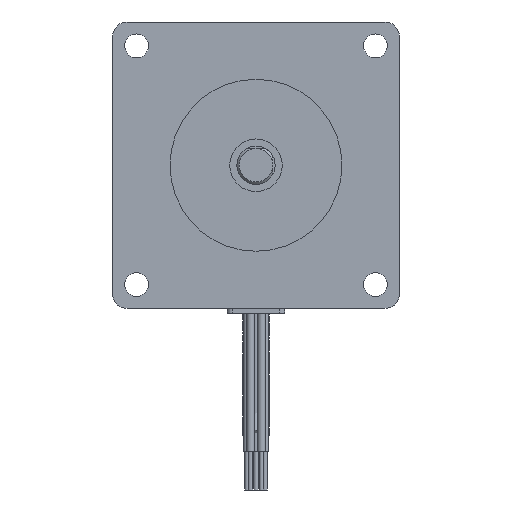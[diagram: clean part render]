
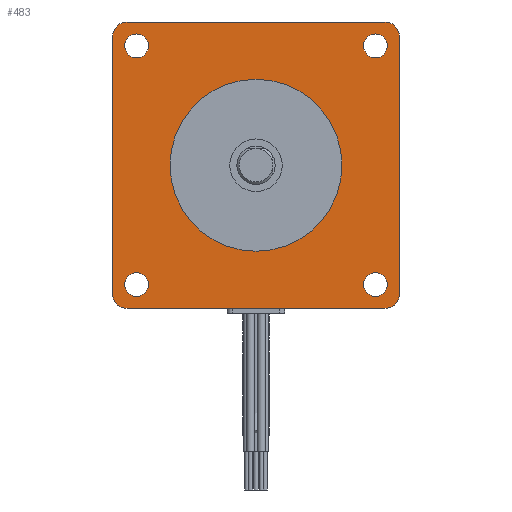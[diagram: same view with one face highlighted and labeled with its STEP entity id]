
A CAD part, front view. The second image highlights one B-rep face of the part: STEP entity #483.
In plain terms, the highlighted planar face has unit normal (0, -1, 0).
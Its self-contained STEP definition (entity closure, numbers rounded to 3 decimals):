
#483 = ADVANCED_FACE( '', ( #1066, #1067, #1068, #1069, #1070, #1071 ), #1072, .F. );
#1066 = FACE_OUTER_BOUND( '', #1808, .T. );
#1067 = FACE_BOUND( '', #1809, .T. );
#1068 = FACE_BOUND( '', #1810, .T. );
#1069 = FACE_BOUND( '', #1811, .T. );
#1070 = FACE_BOUND( '', #1812, .T. );
#1071 = FACE_BOUND( '', #1813, .T. );
#1072 = PLANE( '', #1814 );
#1808 = EDGE_LOOP( '', ( #3474, #3475, #3476, #3477, #3478, #3479, #3480, #3481 ) );
#1809 = EDGE_LOOP( '', ( #3482 ) );
#1810 = EDGE_LOOP( '', ( #3483 ) );
#1811 = EDGE_LOOP( '', ( #3484 ) );
#1812 = EDGE_LOOP( '', ( #3485 ) );
#1813 = EDGE_LOOP( '', ( #3486 ) );
#1814 = AXIS2_PLACEMENT_3D( '', #3487, #3488, #3489 );
#3474 = ORIENTED_EDGE( '', *, *, #4954, .T. );
#3475 = ORIENTED_EDGE( '', *, *, #5090, .F. );
#3476 = ORIENTED_EDGE( '', *, *, #5091, .T. );
#3477 = ORIENTED_EDGE( '', *, *, #5092, .F. );
#3478 = ORIENTED_EDGE( '', *, *, #5093, .T. );
#3479 = ORIENTED_EDGE( '', *, *, #5094, .F. );
#3480 = ORIENTED_EDGE( '', *, *, #5095, .T. );
#3481 = ORIENTED_EDGE( '', *, *, #5096, .F. );
#3482 = ORIENTED_EDGE( '', *, *, #5097, .T. );
#3483 = ORIENTED_EDGE( '', *, *, #5098, .T. );
#3484 = ORIENTED_EDGE( '', *, *, #5099, .T. );
#3485 = ORIENTED_EDGE( '', *, *, #5100, .T. );
#3486 = ORIENTED_EDGE( '', *, *, #5101, .T. );
#3487 = CARTESIAN_POINT( '', ( 0., 0., 0. ) );
#3488 = DIRECTION( '', ( 0., 1., 0. ) );
#3489 = DIRECTION( '', ( 0., 0., 1. ) );
#4954 = EDGE_CURVE( '', #5863, #5861, #5864, .F. );
#5090 = EDGE_CURVE( '', #6066, #5861, #6067, .T. );
#5091 = EDGE_CURVE( '', #6066, #6068, #6069, .F. );
#5092 = EDGE_CURVE( '', #6070, #6068, #6071, .T. );
#5093 = EDGE_CURVE( '', #6070, #6072, #6073, .F. );
#5094 = EDGE_CURVE( '', #6074, #6072, #6075, .T. );
#5095 = EDGE_CURVE( '', #6074, #6076, #6077, .F. );
#5096 = EDGE_CURVE( '', #5863, #6076, #6078, .T. );
#5097 = EDGE_CURVE( '', #6079, #6079, #6080, .T. );
#5098 = EDGE_CURVE( '', #6081, #6081, #6082, .T. );
#5099 = EDGE_CURVE( '', #6083, #6083, #6084, .T. );
#5100 = EDGE_CURVE( '', #6085, #6085, #6086, .T. );
#5101 = EDGE_CURVE( '', #6087, #6087, #6088, .T. );
#5861 = VERTEX_POINT( '', #7097 );
#5863 = VERTEX_POINT( '', #7100 );
#5864 = CIRCLE( '', #7101, 3. );
#6066 = VERTEX_POINT( '', #7461 );
#6067 = LINE( '', #7462, #7463 );
#6068 = VERTEX_POINT( '', #7464 );
#6069 = CIRCLE( '', #7465, 3. );
#6070 = VERTEX_POINT( '', #7466 );
#6071 = LINE( '', #7467, #7468 );
#6072 = VERTEX_POINT( '', #7469 );
#6073 = CIRCLE( '', #7470, 3. );
#6074 = VERTEX_POINT( '', #7471 );
#6075 = LINE( '', #7472, #7473 );
#6076 = VERTEX_POINT( '', #7474 );
#6077 = CIRCLE( '', #7475, 3. );
#6078 = LINE( '', #7476, #7477 );
#6079 = VERTEX_POINT( '', #7478 );
#6080 = CIRCLE( '', #7479, 2.5 );
#6081 = VERTEX_POINT( '', #7480 );
#6082 = CIRCLE( '', #7481, 2.5 );
#6083 = VERTEX_POINT( '', #7482 );
#6084 = CIRCLE( '', #7483, 2.5 );
#6085 = VERTEX_POINT( '', #7484 );
#6086 = CIRCLE( '', #7485, 2.5 );
#6087 = VERTEX_POINT( '', #7486 );
#6088 = CIRCLE( '', #7487, 18. );
#7097 = CARTESIAN_POINT( '', ( -27., 0., -30. ) );
#7100 = CARTESIAN_POINT( '', ( -30., 0., -27. ) );
#7101 = AXIS2_PLACEMENT_3D( '', #8465, #8466, #8467 );
#7461 = CARTESIAN_POINT( '', ( 27., 0., -30. ) );
#7462 = CARTESIAN_POINT( '', ( 30., 0., -30. ) );
#7463 = VECTOR( '', #8637, 1000. );
#7464 = CARTESIAN_POINT( '', ( 30., 0., -27. ) );
#7465 = AXIS2_PLACEMENT_3D( '', #8638, #8639, #8640 );
#7466 = CARTESIAN_POINT( '', ( 30., 0., 27. ) );
#7467 = CARTESIAN_POINT( '', ( 30., 0., 30. ) );
#7468 = VECTOR( '', #8641, 1000. );
#7469 = CARTESIAN_POINT( '', ( 27., 0., 30. ) );
#7470 = AXIS2_PLACEMENT_3D( '', #8642, #8643, #8644 );
#7471 = CARTESIAN_POINT( '', ( -27., 0., 30. ) );
#7472 = CARTESIAN_POINT( '', ( -30., 0., 30. ) );
#7473 = VECTOR( '', #8645, 1000. );
#7474 = CARTESIAN_POINT( '', ( -30., 0., 27. ) );
#7475 = AXIS2_PLACEMENT_3D( '', #8646, #8647, #8648 );
#7476 = CARTESIAN_POINT( '', ( -30., 0., -30. ) );
#7477 = VECTOR( '', #8649, 1000. );
#7478 = CARTESIAN_POINT( '', ( 25., 0., -22.5 ) );
#7479 = AXIS2_PLACEMENT_3D( '', #8650, #8651, #8652 );
#7480 = CARTESIAN_POINT( '', ( -25., 0., -22.5 ) );
#7481 = AXIS2_PLACEMENT_3D( '', #8653, #8654, #8655 );
#7482 = CARTESIAN_POINT( '', ( -25., 0., 27.5 ) );
#7483 = AXIS2_PLACEMENT_3D( '', #8656, #8657, #8658 );
#7484 = CARTESIAN_POINT( '', ( 25., 0., 22.5 ) );
#7485 = AXIS2_PLACEMENT_3D( '', #8659, #8660, #8661 );
#7486 = CARTESIAN_POINT( '', ( 0., 0., 18. ) );
#7487 = AXIS2_PLACEMENT_3D( '', #8662, #8663, #8664 );
#8465 = CARTESIAN_POINT( '', ( -27., 0., -27. ) );
#8466 = DIRECTION( '', ( 0., 1., 0. ) );
#8467 = DIRECTION( '', ( 0., 0., 1. ) );
#8637 = DIRECTION( '', ( -1., 0., 0. ) );
#8638 = CARTESIAN_POINT( '', ( 27., 0., -27. ) );
#8639 = DIRECTION( '', ( 0., 1., 0. ) );
#8640 = DIRECTION( '', ( 0., 0., 1. ) );
#8641 = DIRECTION( '', ( 0., 0., -1. ) );
#8642 = CARTESIAN_POINT( '', ( 27., 0., 27. ) );
#8643 = DIRECTION( '', ( 0., 1., 0. ) );
#8644 = DIRECTION( '', ( 0., 0., 1. ) );
#8645 = DIRECTION( '', ( 1., 0., 0. ) );
#8646 = CARTESIAN_POINT( '', ( -27., 0., 27. ) );
#8647 = DIRECTION( '', ( 0., 1., 0. ) );
#8648 = DIRECTION( '', ( 0., 0., 1. ) );
#8649 = DIRECTION( '', ( 0., 0., 1. ) );
#8650 = CARTESIAN_POINT( '', ( 25., 0., -25. ) );
#8651 = DIRECTION( '', ( 0., 1., 0. ) );
#8652 = DIRECTION( '', ( 0., 0., 1. ) );
#8653 = CARTESIAN_POINT( '', ( -25., 0., -25. ) );
#8654 = DIRECTION( '', ( 0., 1., 0. ) );
#8655 = DIRECTION( '', ( 0., 0., 1. ) );
#8656 = CARTESIAN_POINT( '', ( -25., 0., 25. ) );
#8657 = DIRECTION( '', ( 0., 1., 0. ) );
#8658 = DIRECTION( '', ( 0., 0., 1. ) );
#8659 = CARTESIAN_POINT( '', ( 25., 0., 25. ) );
#8660 = DIRECTION( '', ( 0., 1., 0. ) );
#8661 = DIRECTION( '', ( 0., 0., -1. ) );
#8662 = CARTESIAN_POINT( '', ( 0., 0., 0. ) );
#8663 = DIRECTION( '', ( 0., 1., 0. ) );
#8664 = DIRECTION( '', ( 0., 0., 1. ) );
